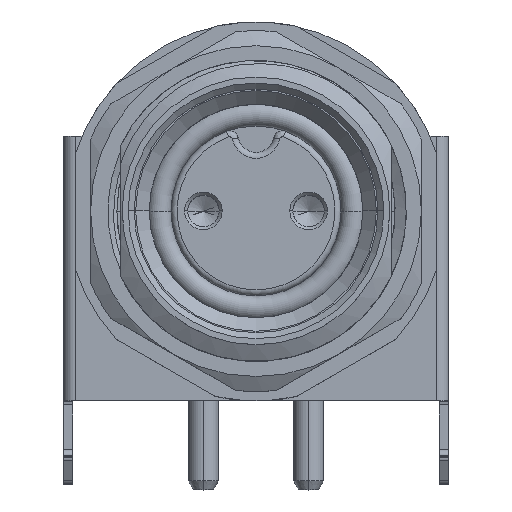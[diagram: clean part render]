
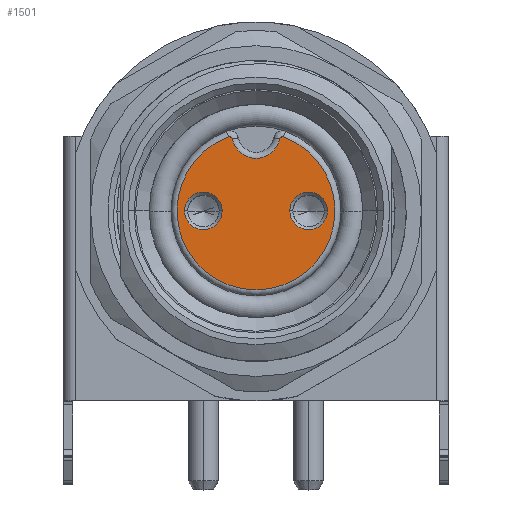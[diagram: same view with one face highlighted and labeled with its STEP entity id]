
A CAD part, top view. The second image highlights one B-rep face of the part: STEP entity #1501.
In plain terms, the highlighted planar face has unit normal (0, 0, 1).
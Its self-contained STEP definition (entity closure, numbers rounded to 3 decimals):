
#1=CARTESIAN_POINT('',(-1.75,0.,5.4));
#2=DIRECTION('',(0.,0.,-1.));
#3=DIRECTION('',(-1.,0.,0.));
#4=AXIS2_PLACEMENT_3D('',#1,#2,#3);
#6=CARTESIAN_POINT('',(-1.75,0.,5.4));
#7=DIRECTION('',(0.,0.,-1.));
#8=DIRECTION('',(1.,0.,0.));
#9=AXIS2_PLACEMENT_3D('',#6,#7,#8);
#11=CARTESIAN_POINT('',(1.75,0.,5.4));
#12=DIRECTION('',(0.,0.,-1.));
#13=DIRECTION('',(-1.,0.,0.));
#14=AXIS2_PLACEMENT_3D('',#11,#12,#13);
#16=CARTESIAN_POINT('',(1.75,0.,5.4));
#17=DIRECTION('',(0.,0.,-1.));
#18=DIRECTION('',(1.,0.,0.));
#19=AXIS2_PLACEMENT_3D('',#16,#17,#18);
#21=CARTESIAN_POINT('',(-0.881,2.366,5.4));
#22=DIRECTION('',(0.,0.,1.));
#23=DIRECTION('',(0.979,0.204,0.));
#24=AXIS2_PLACEMENT_3D('',#21,#22,#23);
#26=CARTESIAN_POINT('',(0.,2.55,5.4));
#27=DIRECTION('',(0.,0.,-1.));
#28=DIRECTION('',(0.979,-0.204,0.));
#29=AXIS2_PLACEMENT_3D('',#26,#27,#28);
#31=CARTESIAN_POINT('',(0.881,2.366,5.4));
#32=DIRECTION('',(0.,0.,1.));
#33=DIRECTION('',(0.349,0.937,0.));
#34=AXIS2_PLACEMENT_3D('',#31,#32,#33);
#946=CARTESIAN_POINT('',(0.,0.,5.4));
#947=DIRECTION('',(0.,0.,1.));
#948=DIRECTION('',(-0.349,0.937,0.));
#949=AXIS2_PLACEMENT_3D('',#946,#947,#948);
#1154=CARTESIAN_POINT('',(-2.375,0.,5.4));
#1155=CARTESIAN_POINT('',(-1.125,0.,5.4));
#1156=VERTEX_POINT('',#1154);
#1157=VERTEX_POINT('',#1155);
#1162=CARTESIAN_POINT('',(1.125,0.,5.4));
#1163=CARTESIAN_POINT('',(2.375,0.,5.4));
#1164=VERTEX_POINT('',#1162);
#1165=VERTEX_POINT('',#1163);
#1458=CARTESIAN_POINT('',(-0.916,2.46,5.4));
#1460=VERTEX_POINT('',#1458);
#1464=CARTESIAN_POINT('',(-0.783,2.387,5.4));
#1465=VERTEX_POINT('',#1464);
#1466=CARTESIAN_POINT('',(0.783,2.387,5.4));
#1467=VERTEX_POINT('',#1466);
#1471=CARTESIAN_POINT('',(0.916,2.46,5.4));
#1473=VERTEX_POINT('',#1471);
#1474=CARTESIAN_POINT('',(0.,0.,5.4));
#1475=DIRECTION('',(0.,0.,1.));
#1476=DIRECTION('',(1.,0.,0.));
#1477=AXIS2_PLACEMENT_3D('',#1474,#1475,#1476);
#1478=PLANE('',#1477);
#1480=ORIENTED_EDGE('',*,*,#1479,.F.);
#1482=ORIENTED_EDGE('',*,*,#1481,.F.);
#1484=ORIENTED_EDGE('',*,*,#1483,.F.);
#1486=ORIENTED_EDGE('',*,*,#1485,.F.);
#1487=EDGE_LOOP('',(#1480,#1482,#1484,#1486));
#1488=FACE_OUTER_BOUND('',#1487,.F.);
#1490=ORIENTED_EDGE('',*,*,#1489,.F.);
#1492=ORIENTED_EDGE('',*,*,#1491,.F.);
#1493=EDGE_LOOP('',(#1490,#1492));
#1494=FACE_BOUND('',#1493,.F.);
#1496=ORIENTED_EDGE('',*,*,#1495,.F.);
#1498=ORIENTED_EDGE('',*,*,#1497,.F.);
#1499=EDGE_LOOP('',(#1496,#1498));
#1500=FACE_BOUND('',#1499,.F.);
#5=CIRCLE('',#4,0.625);
#10=CIRCLE('',#9,0.625);
#15=CIRCLE('',#14,0.625);
#20=CIRCLE('',#19,0.625);
#25=CIRCLE('',#24,0.1);
#30=CIRCLE('',#29,0.8);
#35=CIRCLE('',#34,0.1);
#950=CIRCLE('',#949,2.625);
#1479=EDGE_CURVE('',#1465,#1460,#25,.T.);
#1481=EDGE_CURVE('',#1467,#1465,#30,.T.);
#1483=EDGE_CURVE('',#1473,#1467,#35,.T.);
#1485=EDGE_CURVE('',#1460,#1473,#950,.T.);
#1489=EDGE_CURVE('',#1164,#1165,#15,.T.);
#1491=EDGE_CURVE('',#1165,#1164,#20,.T.);
#1495=EDGE_CURVE('',#1156,#1157,#5,.T.);
#1497=EDGE_CURVE('',#1157,#1156,#10,.T.);
#1501=ADVANCED_FACE('',(#1488,#1494,#1500),#1478,.T.);
